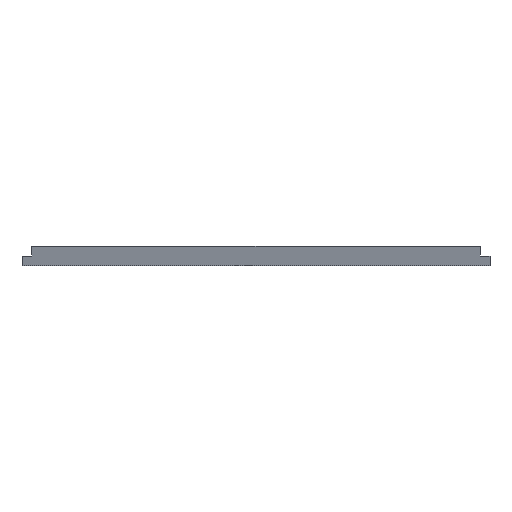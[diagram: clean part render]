
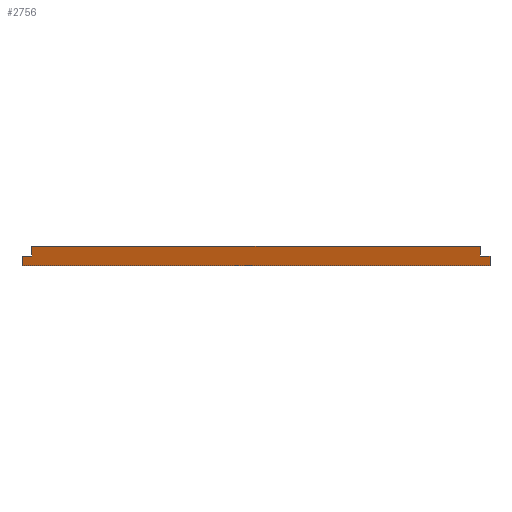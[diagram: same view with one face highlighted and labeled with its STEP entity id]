
A CAD part, left-side view. The second image highlights one B-rep face of the part: STEP entity #2756.
In plain terms, the highlighted planar face has unit normal (-0.966, 0, -0.259).
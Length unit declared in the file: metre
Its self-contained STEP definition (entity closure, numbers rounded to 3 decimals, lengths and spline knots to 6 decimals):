
#261=ORIENTED_EDGE('',*,*,#1001,.T.);
#262=ORIENTED_EDGE('',*,*,#981,.T.);
#263=ORIENTED_EDGE('',*,*,#975,.T.);
#264=ORIENTED_EDGE('',*,*,#1010,.F.);
#265=ORIENTED_EDGE('',*,*,#1012,.T.);
#266=ORIENTED_EDGE('',*,*,#963,.T.);
#267=ORIENTED_EDGE('',*,*,#1007,.F.);
#268=ORIENTED_EDGE('',*,*,#1004,.T.);
#963=EDGE_CURVE('',#1366,#1365,#1623,.T.);
#975=EDGE_CURVE('',#1378,#1377,#1635,.T.);
#981=EDGE_CURVE('',#1383,#1378,#1641,.T.);
#1001=EDGE_CURVE('',#1394,#1383,#1661,.T.);
#1004=EDGE_CURVE('',#1396,#1394,#1664,.T.);
#1007=EDGE_CURVE('',#1396,#1365,#1667,.T.);
#1010=EDGE_CURVE('',#1398,#1377,#1670,.T.);
#1012=EDGE_CURVE('',#1398,#1366,#1672,.T.);
#1365=VERTEX_POINT('',#3898);
#1366=VERTEX_POINT('',#3900);
#1377=VERTEX_POINT('',#3923);
#1378=VERTEX_POINT('',#3925);
#1383=VERTEX_POINT('',#3937);
#1394=VERTEX_POINT('',#3977);
#1396=VERTEX_POINT('',#3983);
#1398=VERTEX_POINT('',#3992);
#1623=LINE('',#3899,#1993);
#1635=LINE('',#3924,#2005);
#1641=LINE('',#3936,#2011);
#1661=LINE('',#3976,#2031);
#1664=LINE('',#3982,#2034);
#1667=LINE('',#3987,#2037);
#1670=LINE('',#3993,#2040);
#1672=LINE('',#3996,#2042);
#1993=VECTOR('',#3123,1.);
#2005=VECTOR('',#3137,1.);
#2011=VECTOR('',#3145,1.);
#2031=VECTOR('',#3183,1.);
#2034=VECTOR('',#3188,1.);
#2037=VECTOR('',#3193,1.);
#2040=VECTOR('',#3198,1.);
#2042=VECTOR('',#3202,1.);
#2307=EDGE_LOOP('',(#261,#262,#263,#264,#265,#266,#267,#268));
#2471=FACE_BOUND('',#2307,.T.);
#2623=PLANE('',#2918);
#2756=ADVANCED_FACE('',(#2471),#2623,.F.);
#2918=AXIS2_PLACEMENT_3D('',#4014,#3221,#3222);
#3123=DIRECTION('',(0.,1.,0.));
#3137=DIRECTION('',(-0.259,0.,0.966));
#3145=DIRECTION('',(0.,-1.,0.));
#3183=DIRECTION('',(0.259,0.,-0.966));
#3188=DIRECTION('',(0.,1.,0.));
#3193=DIRECTION('',(-0.259,0.,0.966));
#3198=DIRECTION('',(0.,-1.,0.));
#3202=DIRECTION('',(-0.259,0.,0.966));
#3221=DIRECTION('',(0.966,0.,0.259));
#3222=DIRECTION('',(0.259,0.,-0.966));
#3898=CARTESIAN_POINT('',(0.,0.094,0.004));
#3899=CARTESIAN_POINT('',(0.,0.048,0.004));
#3900=CARTESIAN_POINT('',(0.,0.002,0.004));
#3923=CARTESIAN_POINT('',(0.000536,0.,0.002));
#3924=CARTESIAN_POINT('',(0.000536,0.,0.002));
#3925=CARTESIAN_POINT('',(0.001072,0.,0.));
#3936=CARTESIAN_POINT('',(0.001072,0.113288,0.));
#3937=CARTESIAN_POINT('',(0.001072,0.096,0.));
#3976=CARTESIAN_POINT('',(0.00201,0.096,-0.0035));
#3977=CARTESIAN_POINT('',(0.000536,0.096,0.002));
#3982=CARTESIAN_POINT('',(0.000536,0.095,0.002));
#3983=CARTESIAN_POINT('',(0.000536,0.094,0.002));
#3987=CARTESIAN_POINT('',(-0.00332,0.094,0.016389));
#3992=CARTESIAN_POINT('',(0.000536,0.002,0.002));
#3993=CARTESIAN_POINT('',(0.000536,0.001,0.002));
#3996=CARTESIAN_POINT('',(-0.00332,0.002,0.016389));
#4014=CARTESIAN_POINT('',(0.000536,0.113288,0.002));
